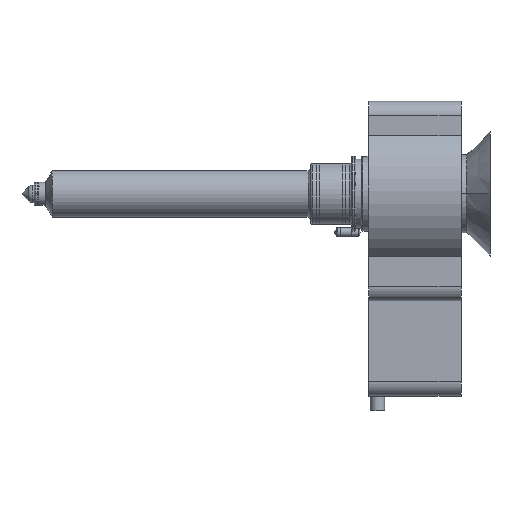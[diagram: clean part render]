
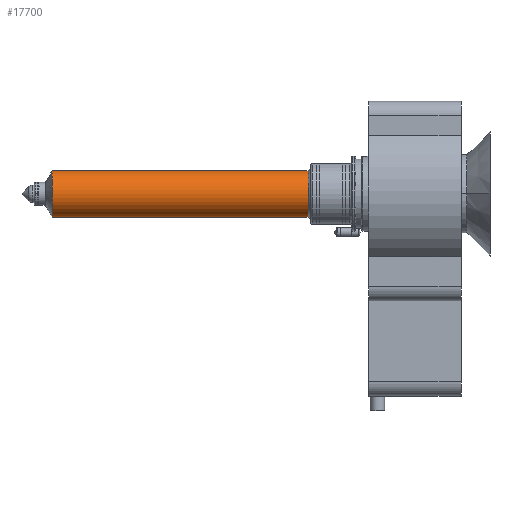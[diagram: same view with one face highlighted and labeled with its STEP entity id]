
A CAD part, top view. The second image highlights one B-rep face of the part: STEP entity #17700.
In plain terms, the highlighted cylindrical face has radius 8 mm (diameter 16 mm), a partial arc.
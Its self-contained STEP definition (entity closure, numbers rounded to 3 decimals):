
#40 = EDGE_LOOP ( 'NONE', ( #2246, #11355, #2713, #5776 ) ) ;
#481 = DIRECTION ( 'NONE',  ( -1., 0., 0. ) ) ;
#2038 = DIRECTION ( 'NONE',  ( -1., 0., 0. ) ) ;
#2106 = DIRECTION ( 'NONE',  ( 0., 0., -1. ) ) ;
#2227 = AXIS2_PLACEMENT_3D ( 'NONE', #9261, #2106, #481 ) ;
#2246 = ORIENTED_EDGE ( 'NONE', *, *, #11836, .T. ) ;
#2562 = EDGE_CURVE ( 'NONE', #7946, #10261, #3107, .T. ) ;
#2713 = ORIENTED_EDGE ( 'NONE', *, *, #4741, .T. ) ;
#2785 = LINE ( 'NONE', #15520, #17538 ) ;
#2847 = VERTEX_POINT ( 'NONE', #17982 ) ;
#3107 = LINE ( 'NONE', #7231, #14522 ) ;
#4741 = EDGE_CURVE ( 'NONE', #10261, #17267, #5103, .T. ) ;
#5031 = CIRCLE ( 'NONE', #2227, 8. ) ;
#5103 = CIRCLE ( 'NONE', #15986, 8. ) ;
#5776 = ORIENTED_EDGE ( 'NONE', *, *, #12458, .F. ) ;
#7231 = CARTESIAN_POINT ( 'NONE',  ( 8., 0., 0. ) ) ;
#7946 = VERTEX_POINT ( 'NONE', #9824 ) ;
#8280 = DIRECTION ( 'NONE',  ( 0., 0., 1. ) ) ;
#9261 = CARTESIAN_POINT ( 'NONE',  ( 0., 0., -10.436 ) ) ;
#9378 = CYLINDRICAL_SURFACE ( 'NONE', #9542, 8. ) ;
#9542 = AXIS2_PLACEMENT_3D ( 'NONE', #16213, #17666, #2038 ) ;
#9805 = DIRECTION ( 'NONE',  ( -1., 0., 0. ) ) ;
#9824 = CARTESIAN_POINT ( 'NONE',  ( 8., 0., -10.436 ) ) ;
#10261 = VERTEX_POINT ( 'NONE', #17731 ) ;
#11172 = DIRECTION ( 'NONE',  ( 0., 0., -1. ) ) ;
#11355 = ORIENTED_EDGE ( 'NONE', *, *, #2562, .T. ) ;
#11836 = EDGE_CURVE ( 'NONE', #2847, #7946, #5031, .T. ) ;
#12458 = EDGE_CURVE ( 'NONE', #2847, #17267, #2785, .T. ) ;
#14522 = VECTOR ( 'NONE', #17384, 1000. ) ;
#15432 = CARTESIAN_POINT ( 'NONE',  ( -8., 0., -99. ) ) ;
#15520 = CARTESIAN_POINT ( 'NONE',  ( -8., 0., 0. ) ) ;
#15986 = AXIS2_PLACEMENT_3D ( 'NONE', #16948, #8280, #9805 ) ;
#16213 = CARTESIAN_POINT ( 'NONE',  ( 0., 0., 0. ) ) ;
#16273 = FACE_OUTER_BOUND ( 'NONE', #40, .T. ) ;
#16948 = CARTESIAN_POINT ( 'NONE',  ( 0., 0., -99. ) ) ;
#17267 = VERTEX_POINT ( 'NONE', #15432 ) ;
#17384 = DIRECTION ( 'NONE',  ( 0., 0., -1. ) ) ;
#17538 = VECTOR ( 'NONE', #11172, 1000. ) ;
#17666 = DIRECTION ( 'NONE',  ( 0., 0., -1. ) ) ;
#17700 = ADVANCED_FACE ( 'NONE', ( #16273 ), #9378, .T. ) ;
#17731 = CARTESIAN_POINT ( 'NONE',  ( 8., 0., -99. ) ) ;
#17982 = CARTESIAN_POINT ( 'NONE',  ( -8., 0., -10.436 ) ) ;
